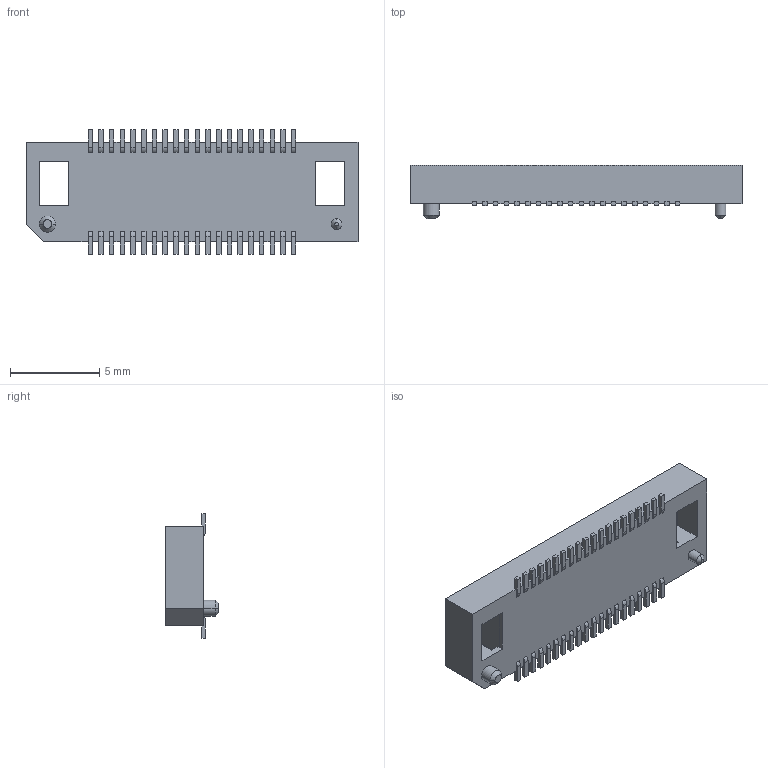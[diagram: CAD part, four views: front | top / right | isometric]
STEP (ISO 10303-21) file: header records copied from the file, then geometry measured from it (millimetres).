
FILE_DESCRIPTION(('OneSpaceDesigner STEP Export'),'2;1');
FILE_NAME('FX8-40S-SV.stp','2007-03-20T17:50:48',(''),(''),'OneSpace Designer STEP processor (Jan. 2003) for AP214(CD)(Solid Model)','OneSpace Designer 12.00 10-Sep-2003 (C) CoCreate Software GmbH','');
FILE_SCHEMA(('AUTOMOTIVE_DESIGN_CC2 {1 2 10303 214 -1 1 5 1}'));
Length unit declared in the file: millimetre
Products named in the file (2): FX8-40S-SV
Assembly tree (1 placements, depth 2):
  FX8-40S-SV
    FX8-40S-SV
Bounding box: 18.6 x 3 x 7 mm (x, y, z)
Volume: 164.5 mm3; surface area: 461.8 mm2
Topology: 1 solids, 1 shells, 292 faces, 858 edges, 569 vertices
Faces by surface type: plane 244, cylinder 44, cone 4
Entity records: 11429 total; most frequent: ORIENTED_EDGE 1716, CARTESIAN_POINT 1692, DIRECTION 1499, EDGE_CURVE 858, VECTOR 747, LINE 747, VERTEX_POINT 569, AXIS2_PLACEMENT_3D 376
